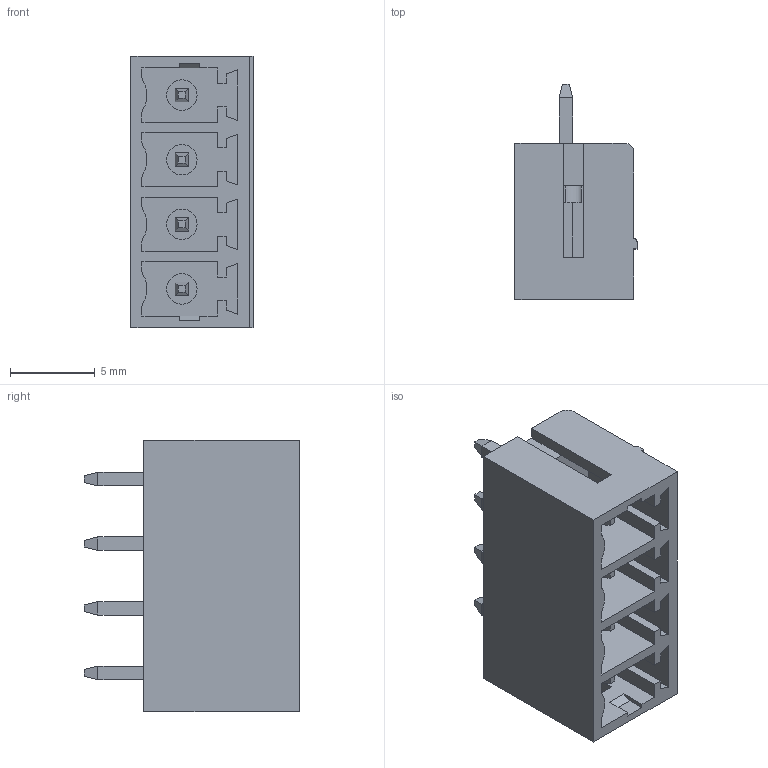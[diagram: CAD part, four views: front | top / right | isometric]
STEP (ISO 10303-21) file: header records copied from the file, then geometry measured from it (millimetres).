
FILE_DESCRIPTION(('FreeCAD Model'),'2;1');
FILE_NAME('Open CASCADE Shape Model','2024-11-03T21:29:38',(''),(''), 'Open CASCADE STEP processor 7.6','FreeCAD','Unknown');
FILE_SCHEMA(('AUTOMOTIVE_DESIGN { 1 0 10303 214 1 1 1 1 }'));
Length unit declared in the file: millimetre
Products named in the file (1): CUI_DEVICES_TBP02R2-381-04BE
Bounding box: 7.2 x 12.7 x 16.03 mm (x, y, z)
Volume: 608.5 mm3; surface area: 1314.9 mm2
Topology: 1 solids, 1 shells, 179 faces, 459 edges, 294 vertices
Faces by surface type: plane 157, cylinder 22
Entity records: 6583 total; most frequent: CARTESIAN_POINT 933, ORIENTED_EDGE 918, DIRECTION 863, EDGE_CURVE 459, LINE 415, VECTOR 415, VERTEX_POINT 294, AXIS2_PLACEMENT_3D 224
